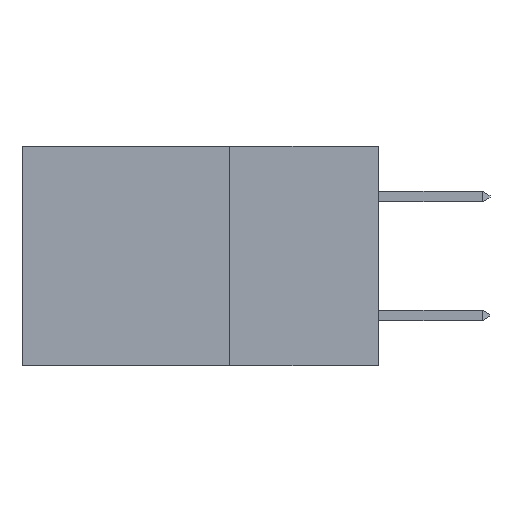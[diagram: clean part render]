
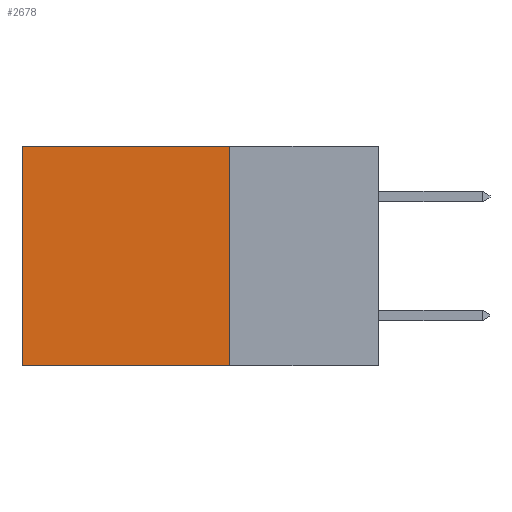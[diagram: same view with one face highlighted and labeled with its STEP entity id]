
A CAD part, left-side view. The second image highlights one B-rep face of the part: STEP entity #2678.
In plain terms, the highlighted planar face has unit normal (-1, 0, 0).
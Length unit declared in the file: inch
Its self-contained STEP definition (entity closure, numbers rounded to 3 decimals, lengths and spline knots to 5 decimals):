
#234 = LINE ( 'NONE', #4527, #2307 ) ;
#1202 = CARTESIAN_POINT ( 'NONE',  ( 0.298, 0.25, -0.37 ) ) ;
#1443 = ORIENTED_EDGE ( 'NONE', *, *, #7811, .F. ) ;
#1469 = EDGE_CURVE ( 'NONE', #7722, #2686, #8116, .T. ) ;
#1772 = DIRECTION ( 'NONE',  ( 0., 0., -1. ) ) ;
#1956 = CARTESIAN_POINT ( 'NONE',  ( 0.298, 0.25, 0. ) ) ;
#2144 = CARTESIAN_POINT ( 'NONE',  ( 0.298, 0.25, -0.37 ) ) ;
#2307 = VECTOR ( 'NONE', #7355, 39.37008 ) ;
#2678 = ADVANCED_FACE ( 'NONE', ( #5132 ), #9341, .F. ) ;
#2686 = VERTEX_POINT ( 'NONE', #6266 ) ;
#3010 = VECTOR ( 'NONE', #1772, 39.37008 ) ;
#3477 = VECTOR ( 'NONE', #8281, 39.37008 ) ;
#3679 = EDGE_CURVE ( 'NONE', #2686, #6730, #234, .T. ) ;
#4527 = CARTESIAN_POINT ( 'NONE',  ( 0.298, 0.6, 0. ) ) ;
#4762 = EDGE_CURVE ( 'NONE', #7722, #10434, #10197, .T. ) ;
#4803 = ORIENTED_EDGE ( 'NONE', *, *, #4762, .F. ) ;
#5132 = FACE_OUTER_BOUND ( 'NONE', #8103, .T. ) ;
#5835 = VECTOR ( 'NONE', #11226, 39.37008 ) ;
#5880 = DIRECTION ( 'NONE',  ( 0., 0., -1. ) ) ;
#6121 = CARTESIAN_POINT ( 'NONE',  ( 0.298, 0.25, 0. ) ) ;
#6165 = ORIENTED_EDGE ( 'NONE', *, *, #1469, .T. ) ;
#6266 = CARTESIAN_POINT ( 'NONE',  ( 0.298, 0.6, 0. ) ) ;
#6730 = VERTEX_POINT ( 'NONE', #8593 ) ;
#7029 = CARTESIAN_POINT ( 'NONE',  ( 0.298, 0.25, 0. ) ) ;
#7334 = AXIS2_PLACEMENT_3D ( 'NONE', #6121, #9299, #5880 ) ;
#7355 = DIRECTION ( 'NONE',  ( 0., 0., -1. ) ) ;
#7722 = VERTEX_POINT ( 'NONE', #8139 ) ;
#7811 = EDGE_CURVE ( 'NONE', #10434, #6730, #10110, .T. ) ;
#8103 = EDGE_LOOP ( 'NONE', ( #10749, #1443, #4803, #6165 ) ) ;
#8116 = LINE ( 'NONE', #7029, #5835 ) ;
#8139 = CARTESIAN_POINT ( 'NONE',  ( 0.298, 0.25, 0. ) ) ;
#8281 = DIRECTION ( 'NONE',  ( 0., 1., 0. ) ) ;
#8593 = CARTESIAN_POINT ( 'NONE',  ( 0.298, 0.6, -0.37 ) ) ;
#9299 = DIRECTION ( 'NONE',  ( 1., 0., 0. ) ) ;
#9341 = PLANE ( 'NONE',  #7334 ) ;
#10110 = LINE ( 'NONE', #2144, #3477 ) ;
#10197 = LINE ( 'NONE', #1956, #3010 ) ;
#10434 = VERTEX_POINT ( 'NONE', #1202 ) ;
#10749 = ORIENTED_EDGE ( 'NONE', *, *, #3679, .T. ) ;
#11226 = DIRECTION ( 'NONE',  ( 0., 1., 0. ) ) ;
